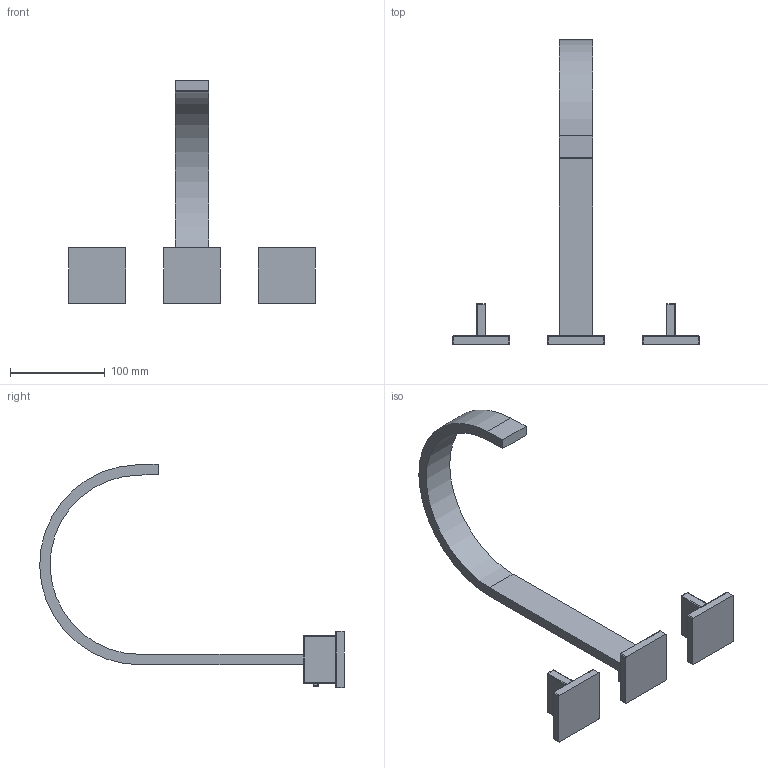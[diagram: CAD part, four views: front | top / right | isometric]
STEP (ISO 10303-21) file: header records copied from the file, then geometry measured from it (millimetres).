
FILE_DESCRIPTION (( 'STEP AP203' ), '1' );
FILE_NAME ('20715782-00.STEP', '2018-07-03T14:20:43', ( '' ), ( '' ), 'SwSTEP 2.0', 'SolidWorks 2017', '' );
FILE_SCHEMA (( 'CONFIG_CONTROL_DESIGN' ));
Length unit declared in the file: millimetre
Products named in the file (5): Planungsmodell_Abdeckung-+-33.543.780-01_ _K81_60x9x60; Planungsmodell_Auslauf-+-33.513.780-02_ _K9_35x11_312_R100; 20715782-00; Planungsmodell_Knopf-+-33.513.780-04_ _K1; Planungsmodell_Abdeckung-+-33.543.780-01_ _K82_10x34x50
Assembly tree (7 placements, depth 2):
  20715782-00
    Planungsmodell_Abdeckung-+-33.543.780-01_ _K81_60x9x60  x3
    Planungsmodell_Auslauf-+-33.513.780-02_ _K9_35x11_312_R100
    Planungsmodell_Knopf-+-33.513.780-04_ _K1
    Planungsmodell_Abdeckung-+-33.543.780-01_ _K82_10x34x50  x2
Bounding box: 260 x 321.28 x 236.25 mm (x, y, z)
Volume: 343372.6 mm3; surface area: 90278.4 mm2
Topology: 7 solids, 7 shells, 133 faces, 298 edges, 154 vertices
Faces by surface type: cylinder 58, plane 47, sphere 26, torus 2
Entity records: 2679 total; most frequent: DIRECTION 412, CARTESIAN_POINT 347, ORIENTED_EDGE 328, EDGE_CURVE 164, AXIS2_PLACEMENT_3D 159, VERTEX_POINT 94, VECTOR 94, LINE 94
